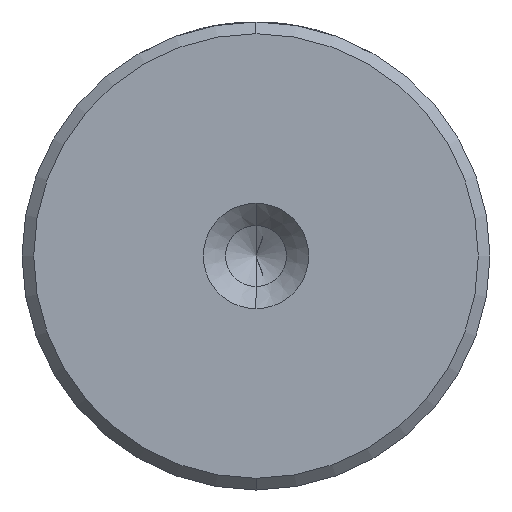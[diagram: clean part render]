
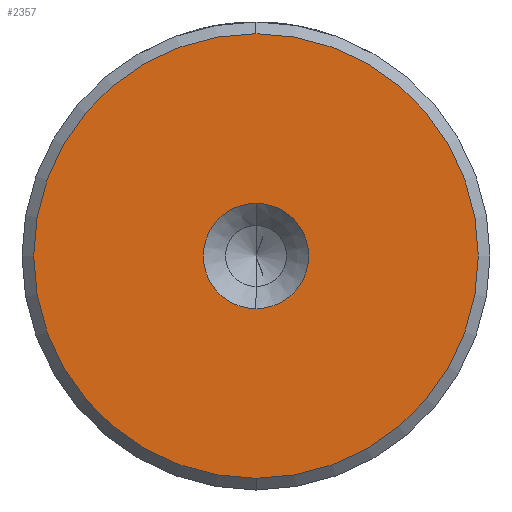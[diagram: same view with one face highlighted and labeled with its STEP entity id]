
A CAD part, left-side view. The second image highlights one B-rep face of the part: STEP entity #2357.
In plain terms, the highlighted planar face has unit normal (-1, 0, 0).
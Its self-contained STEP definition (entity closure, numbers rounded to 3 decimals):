
#19 = EDGE_CURVE ( 'NONE', #925, #1923, #2562, .T. ) ;
#30 = DIRECTION ( 'NONE',  ( -1., 0., 0. ) ) ;
#64 = CARTESIAN_POINT ( 'NONE',  ( 0., 0., 0. ) ) ;
#152 = CARTESIAN_POINT ( 'NONE',  ( 0., 0., -2.25 ) ) ;
#170 = ORIENTED_EDGE ( 'NONE', *, *, #316, .T. ) ;
#316 = EDGE_CURVE ( 'NONE', #1117, #3195, #2191, .T. ) ;
#322 = AXIS2_PLACEMENT_3D ( 'NONE', #2851, #2842, #2600 ) ;
#459 = ORIENTED_EDGE ( 'NONE', *, *, #1848, .F. ) ;
#565 = EDGE_CURVE ( 'NONE', #3195, #1117, #2239, .T. ) ;
#595 = ORIENTED_EDGE ( 'NONE', *, *, #19, .F. ) ;
#612 = CARTESIAN_POINT ( 'NONE',  ( 0., 0., 0. ) ) ;
#680 = DIRECTION ( 'NONE',  ( -1., 0., 0. ) ) ;
#754 = FACE_BOUND ( 'NONE', #1069, .T. ) ;
#764 = DIRECTION ( 'NONE',  ( 0., 0., 1. ) ) ;
#889 = CARTESIAN_POINT ( 'NONE',  ( 0., 0., 9.5 ) ) ;
#925 = VERTEX_POINT ( 'NONE', #152 ) ;
#1027 = DIRECTION ( 'NONE',  ( -1., 0., 0. ) ) ;
#1067 = ORIENTED_EDGE ( 'NONE', *, *, #565, .T. ) ;
#1069 = EDGE_LOOP ( 'NONE', ( #459, #595 ) ) ;
#1117 = VERTEX_POINT ( 'NONE', #889 ) ;
#1268 = CARTESIAN_POINT ( 'NONE',  ( 0., 0., 0. ) ) ;
#1357 = AXIS2_PLACEMENT_3D ( 'NONE', #612, #1396, #3238 ) ;
#1396 = DIRECTION ( 'NONE',  ( -1., 0., 0. ) ) ;
#1547 = CARTESIAN_POINT ( 'NONE',  ( 0., 0., -9.5 ) ) ;
#1848 = EDGE_CURVE ( 'NONE', #1923, #925, #2003, .T. ) ;
#1852 = AXIS2_PLACEMENT_3D ( 'NONE', #64, #30, #3294 ) ;
#1923 = VERTEX_POINT ( 'NONE', #3160 ) ;
#2003 = CIRCLE ( 'NONE', #2234, 2.25 ) ;
#2191 = CIRCLE ( 'NONE', #322, 9.5 ) ;
#2234 = AXIS2_PLACEMENT_3D ( 'NONE', #2252, #680, #2508 ) ;
#2239 = CIRCLE ( 'NONE', #2965, 9.5 ) ;
#2252 = CARTESIAN_POINT ( 'NONE',  ( 0., 0., 0. ) ) ;
#2357 = ADVANCED_FACE ( 'NONE', ( #2846, #754 ), #2978, .T. ) ;
#2508 = DIRECTION ( 'NONE',  ( 0., 0., 1. ) ) ;
#2562 = CIRCLE ( 'NONE', #1852, 2.25 ) ;
#2600 = DIRECTION ( 'NONE',  ( 0., 0., 1. ) ) ;
#2803 = EDGE_LOOP ( 'NONE', ( #1067, #170 ) ) ;
#2842 = DIRECTION ( 'NONE',  ( -1., 0., 0. ) ) ;
#2846 = FACE_OUTER_BOUND ( 'NONE', #2803, .T. ) ;
#2851 = CARTESIAN_POINT ( 'NONE',  ( 0., 0., 0. ) ) ;
#2965 = AXIS2_PLACEMENT_3D ( 'NONE', #1268, #1027, #764 ) ;
#2978 = PLANE ( 'NONE',  #1357 ) ;
#3160 = CARTESIAN_POINT ( 'NONE',  ( 0., 0., 2.25 ) ) ;
#3195 = VERTEX_POINT ( 'NONE', #1547 ) ;
#3238 = DIRECTION ( 'NONE',  ( 0., 0., 1. ) ) ;
#3294 = DIRECTION ( 'NONE',  ( 0., 0., 1. ) ) ;
